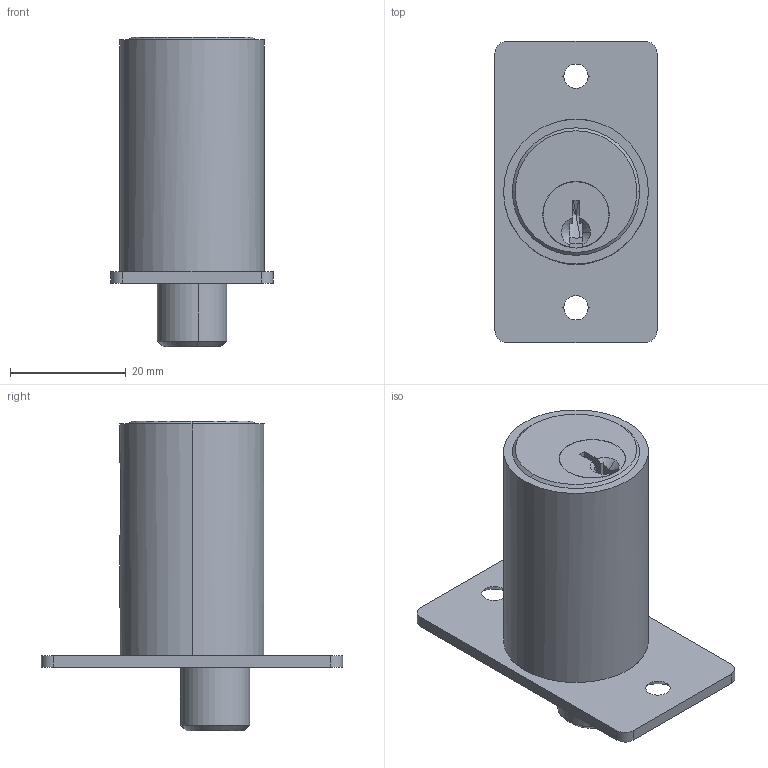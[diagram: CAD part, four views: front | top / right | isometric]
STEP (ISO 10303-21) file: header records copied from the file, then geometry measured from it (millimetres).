
FILE_DESCRIPTION (( 'STEP AP203' ), '1' );
FILE_NAME ('C-109-4.STEP', '2017-07-28T06:39:20', ( '' ), ( '' ), 'SwSTEP 2.0', 'SolidWorks 2014', '' );
FILE_SCHEMA (( 'CONFIG_CONTROL_DESIGN' ));
Length unit declared in the file: millimetre
Products named in the file (9): C-109-4_ローター; C-109-4_取付座; C-109-4; C-109-4_ローター.エンド; C-109-4_ノックピン;A; C-109-4_シリンダー; C-109-4_外筒; 廫帤寠晅嶮偹偠M3_M3亊L8; C-109-4_ストッパー
Assembly tree (10 placements, depth 2):
  C-109-4
    C-109-4_シリンダー
    C-109-4_ローター
    C-109-4_ローター.エンド
    C-109-4_外筒
    C-109-4_取付座
    C-109-4_ノックピン;A
    C-109-4_ストッパー
    廫帤寠晅嶮偹偠M3_M3亊L8  x3
Bounding box: 28 x 52 x 53.5 mm (x, y, z)
Volume: 18166.6 mm3; surface area: 15636 mm2
Topology: 10 solids, 10 shells, 230 faces, 564 edges, 359 vertices
Faces by surface type: plane 99, cylinder 72, cone 53, torus 6
Entity records: 6534 total; most frequent: CARTESIAN_POINT 1219, DIRECTION 955, ORIENTED_EDGE 860, EDGE_CURVE 430, AXIS2_PLACEMENT_3D 363, VERTEX_POINT 275, LINE 229, VECTOR 229
